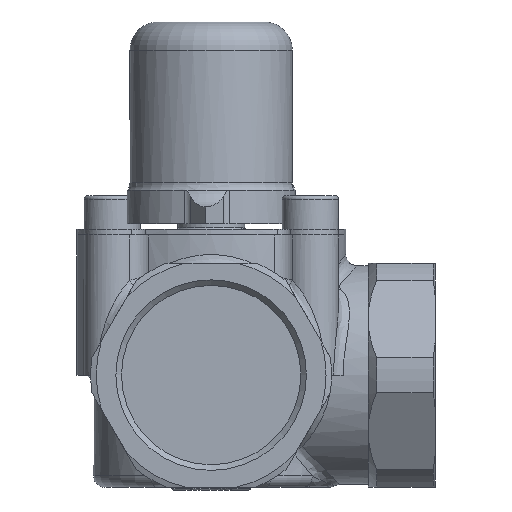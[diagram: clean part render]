
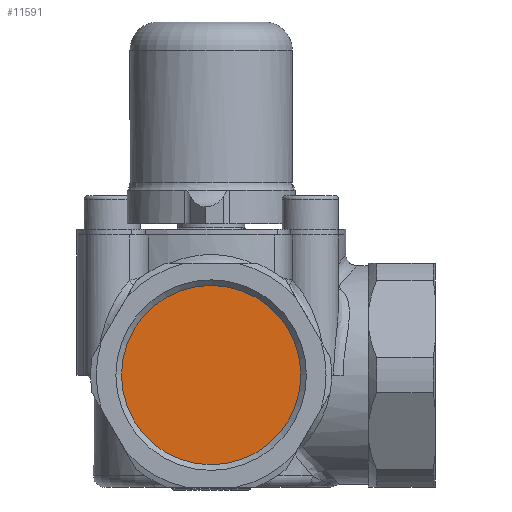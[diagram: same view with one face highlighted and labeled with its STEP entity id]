
A CAD part, front view. The second image highlights one B-rep face of the part: STEP entity #11591.
In plain terms, the highlighted planar face has unit normal (0, -1, 0).
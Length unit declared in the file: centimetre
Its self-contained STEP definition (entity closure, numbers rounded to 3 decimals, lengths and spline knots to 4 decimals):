
#2423=PLANE('',#12354);
#2770=FACE_OUTER_BOUND('',#3467,.T.);
#3467=EDGE_LOOP('',(#7755));
#4232=CIRCLE('',#12355,1.6);
#4784=VERTEX_POINT('',#17198);
#5939=EDGE_CURVE('',#4784,#4784,#4232,.T.);
#7755=ORIENTED_EDGE('',*,*,#5939,.T.);
#11591=ADVANCED_FACE('',(#2770),#2423,.F.);
#12354=AXIS2_PLACEMENT_3D('',#17197,#13489,#13490);
#12355=AXIS2_PLACEMENT_3D('',#17199,#13491,#13492);
#13489=DIRECTION('center_axis',(0.,1.,0.));
#13490=DIRECTION('ref_axis',(0.,0.,-1.));
#13491=DIRECTION('center_axis',(0.,-1.,0.));
#13492=DIRECTION('ref_axis',(1.,0.,0.));
#17197=CARTESIAN_POINT('Origin',(0.,-2.2,0.));
#17198=CARTESIAN_POINT('',(-1.6,-2.2,0.));
#17199=CARTESIAN_POINT('Origin',(0.,-2.2,0.));
